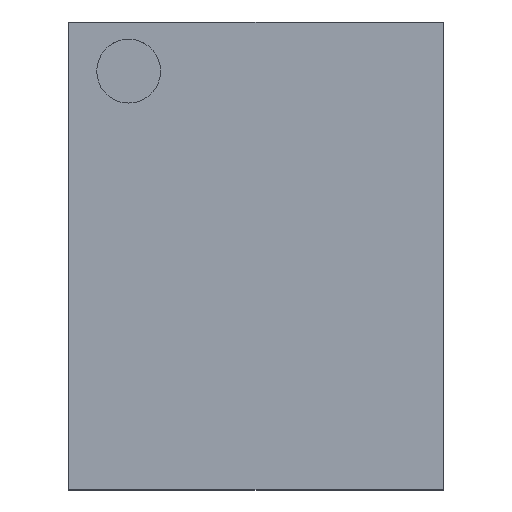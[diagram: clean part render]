
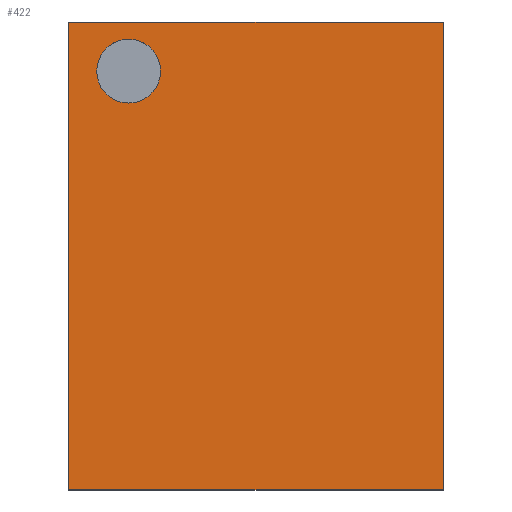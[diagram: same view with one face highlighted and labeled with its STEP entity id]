
A CAD part, top view. The second image highlights one B-rep face of the part: STEP entity #422.
In plain terms, the highlighted planar face has unit normal (0, 0, 1).
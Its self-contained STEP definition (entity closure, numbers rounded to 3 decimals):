
#13 = VERTEX_POINT ( 'NONE', #493 ) ;
#21 = VERTEX_POINT ( 'NONE', #523 ) ;
#47 = DIRECTION ( 'NONE',  ( 0., 0., -1. ) ) ;
#89 = EDGE_CURVE ( 'NONE', #13, #239, #526, .T. ) ;
#98 = EDGE_CURVE ( 'NONE', #416, #21, #352, .T. ) ;
#99 = DIRECTION ( 'NONE',  ( 0., 1., 0. ) ) ;
#128 = CARTESIAN_POINT ( 'NONE',  ( -0.545, 0.79, 0.82 ) ) ;
#162 = DIRECTION ( 'NONE',  ( 0., 0., 1. ) ) ;
#193 = CARTESIAN_POINT ( 'NONE',  ( -0.8, -1., 0.82 ) ) ;
#199 = EDGE_CURVE ( 'NONE', #750, #1039, #1230, .T. ) ;
#239 = VERTEX_POINT ( 'NONE', #1081 ) ;
#251 = EDGE_LOOP ( 'NONE', ( #863, #407, #656, #813 ) ) ;
#286 = ORIENTED_EDGE ( 'NONE', *, *, #89, .F. ) ;
#295 = FACE_BOUND ( 'NONE', #1105, .T. ) ;
#352 = LINE ( 'NONE', #953, #418 ) ;
#369 = DIRECTION ( 'NONE',  ( 1., 0., 0. ) ) ;
#380 = DIRECTION ( 'NONE',  ( 1., 0., 0. ) ) ;
#407 = ORIENTED_EDGE ( 'NONE', *, *, #1311, .T. ) ;
#416 = VERTEX_POINT ( 'NONE', #1214 ) ;
#418 = VECTOR ( 'NONE', #776, 1000. ) ;
#422 = ADVANCED_FACE ( 'NONE', ( #295, #611 ), #1014, .F. ) ;
#455 = DIRECTION ( 'NONE',  ( 1., 0., 0. ) ) ;
#464 = DIRECTION ( 'NONE',  ( -1., 0., 0. ) ) ;
#493 = CARTESIAN_POINT ( 'NONE',  ( -0.408, 0.79, 0.82 ) ) ;
#523 = CARTESIAN_POINT ( 'NONE',  ( 0.8, 1., 0.82 ) ) ;
#526 = CIRCLE ( 'NONE', #1169, 0.137 ) ;
#602 = EDGE_CURVE ( 'NONE', #1039, #21, #1308, .T. ) ;
#611 = FACE_OUTER_BOUND ( 'NONE', #251, .T. ) ;
#656 = ORIENTED_EDGE ( 'NONE', *, *, #98, .T. ) ;
#690 = CIRCLE ( 'NONE', #1122, 0.137 ) ;
#695 = CARTESIAN_POINT ( 'NONE',  ( -0.8, -1., 0.82 ) ) ;
#732 = ORIENTED_EDGE ( 'NONE', *, *, #1274, .F. ) ;
#750 = VERTEX_POINT ( 'NONE', #193 ) ;
#757 = DIRECTION ( 'NONE',  ( 0., 0., 1. ) ) ;
#776 = DIRECTION ( 'NONE',  ( 0., 1., 0. ) ) ;
#813 = ORIENTED_EDGE ( 'NONE', *, *, #602, .F. ) ;
#863 = ORIENTED_EDGE ( 'NONE', *, *, #199, .F. ) ;
#905 = DIRECTION ( 'NONE',  ( 1., 0., 0. ) ) ;
#911 = VECTOR ( 'NONE', #99, 1000. ) ;
#953 = CARTESIAN_POINT ( 'NONE',  ( 0.8, -1., 0.82 ) ) ;
#962 = CARTESIAN_POINT ( 'NONE',  ( -0.8, 1., 0.82 ) ) ;
#969 = CARTESIAN_POINT ( 'NONE',  ( -0.545, 0.79, 0.82 ) ) ;
#1014 = PLANE ( 'NONE',  #1168 ) ;
#1024 = CARTESIAN_POINT ( 'NONE',  ( -0.8, -1., 0.82 ) ) ;
#1027 = VECTOR ( 'NONE', #380, 1000. ) ;
#1039 = VERTEX_POINT ( 'NONE', #962 ) ;
#1074 = CARTESIAN_POINT ( 'NONE',  ( 0., 0., 0.82 ) ) ;
#1081 = CARTESIAN_POINT ( 'NONE',  ( -0.681, 0.79, 0.82 ) ) ;
#1105 = EDGE_LOOP ( 'NONE', ( #286, #732 ) ) ;
#1122 = AXIS2_PLACEMENT_3D ( 'NONE', #128, #162, #905 ) ;
#1168 = AXIS2_PLACEMENT_3D ( 'NONE', #1074, #47, #464 ) ;
#1169 = AXIS2_PLACEMENT_3D ( 'NONE', #969, #757, #455 ) ;
#1195 = VECTOR ( 'NONE', #369, 1000. ) ;
#1214 = CARTESIAN_POINT ( 'NONE',  ( 0.8, -1., 0.82 ) ) ;
#1230 = LINE ( 'NONE', #1024, #911 ) ;
#1274 = EDGE_CURVE ( 'NONE', #239, #13, #690, .T. ) ;
#1307 = LINE ( 'NONE', #695, #1195 ) ;
#1308 = LINE ( 'NONE', #1324, #1027 ) ;
#1311 = EDGE_CURVE ( 'NONE', #750, #416, #1307, .T. ) ;
#1324 = CARTESIAN_POINT ( 'NONE',  ( -0.8, 1., 0.82 ) ) ;
